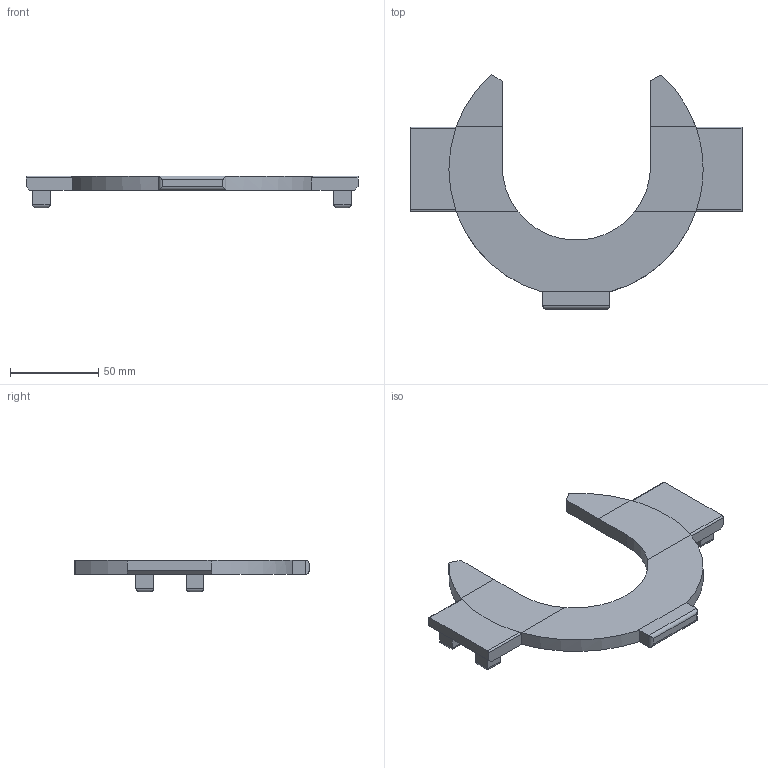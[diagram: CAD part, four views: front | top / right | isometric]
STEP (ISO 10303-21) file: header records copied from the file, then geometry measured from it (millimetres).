
FILE_DESCRIPTION(('FreeCAD Model'),'2;1');
FILE_NAME('Open CASCADE Shape Model','2024-06-12T16:26:50',('Author'),( ''),'Open CASCADE STEP processor 7.6','FreeCAD','Unknown');
FILE_SCHEMA(('AUTOMOTIVE_DESIGN { 1 0 10303 214 1 1 1 1 }'));
Length unit declared in the file: millimetre
Products named in the file (1): c-chamfered-touching-faces
Bounding box: 188 x 132.57 x 18 mm (x, y, z)
Volume: 87441.1 mm3; surface area: 27854.4 mm2
Topology: 1 solids, 1 shells, 88 faces, 212 edges, 130 vertices
Faces by surface type: plane 52, cylinder 30, bspline 6
Entity records: 2660 total; most frequent: CARTESIAN_POINT 615, ORIENTED_EDGE 424, DIRECTION 414, EDGE_CURVE 212, LINE 140, VECTOR 140, AXIS2_PLACEMENT_3D 137, VERTEX_POINT 130
